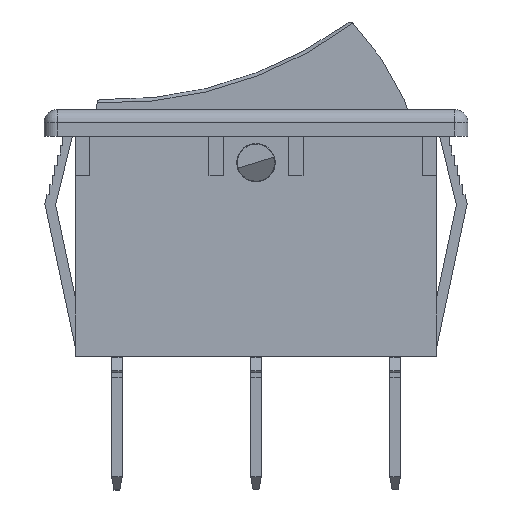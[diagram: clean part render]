
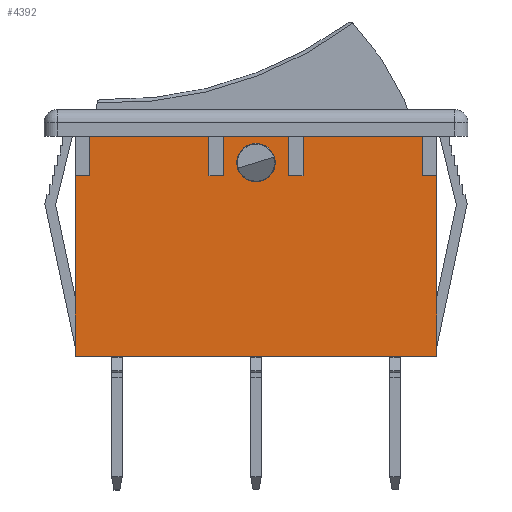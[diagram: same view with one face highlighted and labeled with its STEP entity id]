
A CAD part, top view. The second image highlights one B-rep face of the part: STEP entity #4392.
In plain terms, the highlighted planar face has unit normal (0, 0, 1).
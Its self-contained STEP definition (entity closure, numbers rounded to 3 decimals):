
#75=FACE_BOUND('',#574,.T.);
#121=CIRCLE('',#4688,1.45);
#122=CIRCLE('',#4689,1.45);
#330=FACE_OUTER_BOUND('',#573,.T.);
#573=EDGE_LOOP('',(#3667,#3668,#3669,#3670,#3671,#3672,#3673,#3674,#3675,
#3676,#3677,#3678,#3679,#3680,#3681,#3682));
#574=EDGE_LOOP('',(#3683,#3684));
#1052=LINE('',#6840,#1597);
#1056=LINE('',#6848,#1601);
#1060=LINE('',#6856,#1605);
#1065=LINE('',#6866,#1610);
#1069=LINE('',#6873,#1614);
#1071=LINE('',#6876,#1616);
#1073=LINE('',#6881,#1618);
#1076=LINE('',#6887,#1621);
#1079=LINE('',#6892,#1624);
#1081=LINE('',#6898,#1626);
#1085=LINE('',#6905,#1630);
#1088=LINE('',#6911,#1633);
#1091=LINE('',#6917,#1636);
#1095=LINE('',#6925,#1640);
#1096=LINE('',#6927,#1641);
#1097=LINE('',#6928,#1642);
#1597=VECTOR('',#5573,10.);
#1601=VECTOR('',#5577,10.);
#1605=VECTOR('',#5581,10.);
#1610=VECTOR('',#5588,10.);
#1614=VECTOR('',#5594,10.);
#1616=VECTOR('',#5598,10.);
#1618=VECTOR('',#5604,10.);
#1621=VECTOR('',#5609,10.);
#1624=VECTOR('',#5614,10.);
#1626=VECTOR('',#5620,10.);
#1630=VECTOR('',#5626,10.);
#1633=VECTOR('',#5633,10.);
#1636=VECTOR('',#5638,10.);
#1640=VECTOR('',#5646,10.);
#1641=VECTOR('',#5647,10.);
#1642=VECTOR('',#5648,10.);
#2032=VERTEX_POINT('',#6837);
#2033=VERTEX_POINT('',#6839);
#2036=VERTEX_POINT('',#6845);
#2037=VERTEX_POINT('',#6847);
#2040=VERTEX_POINT('',#6853);
#2041=VERTEX_POINT('',#6855);
#2044=VERTEX_POINT('',#6864);
#2045=VERTEX_POINT('',#6865);
#2048=VERTEX_POINT('',#6880);
#2050=VERTEX_POINT('',#6886);
#2052=VERTEX_POINT('',#6896);
#2053=VERTEX_POINT('',#6897);
#2056=VERTEX_POINT('',#6910);
#2058=VERTEX_POINT('',#6916);
#2060=VERTEX_POINT('',#6924);
#2061=VERTEX_POINT('',#6926);
#2062=VERTEX_POINT('',#6929);
#2063=VERTEX_POINT('',#6930);
#2585=EDGE_CURVE('',#2033,#2032,#1052,.T.);
#2589=EDGE_CURVE('',#2037,#2036,#1056,.T.);
#2593=EDGE_CURVE('',#2041,#2040,#1060,.T.);
#2598=EDGE_CURVE('',#2044,#2045,#1065,.T.);
#2602=EDGE_CURVE('',#2045,#2037,#1069,.T.);
#2604=EDGE_CURVE('',#2040,#2044,#1071,.T.);
#2606=EDGE_CURVE('',#2036,#2048,#1073,.T.);
#2609=EDGE_CURVE('',#2048,#2050,#1076,.T.);
#2612=EDGE_CURVE('',#2050,#2033,#1079,.T.);
#2614=EDGE_CURVE('',#2052,#2053,#1081,.T.);
#2618=EDGE_CURVE('',#2053,#2041,#1085,.T.);
#2621=EDGE_CURVE('',#2032,#2056,#1088,.T.);
#2624=EDGE_CURVE('',#2056,#2058,#1091,.T.);
#2628=EDGE_CURVE('',#2058,#2060,#1095,.T.);
#2629=EDGE_CURVE('',#2060,#2061,#1096,.T.);
#2630=EDGE_CURVE('',#2061,#2052,#1097,.T.);
#2631=EDGE_CURVE('',#2062,#2063,#121,.T.);
#2632=EDGE_CURVE('',#2063,#2062,#122,.T.);
#3667=ORIENTED_EDGE('',*,*,#2604,.T.);
#3668=ORIENTED_EDGE('',*,*,#2598,.T.);
#3669=ORIENTED_EDGE('',*,*,#2602,.T.);
#3670=ORIENTED_EDGE('',*,*,#2589,.T.);
#3671=ORIENTED_EDGE('',*,*,#2606,.T.);
#3672=ORIENTED_EDGE('',*,*,#2609,.T.);
#3673=ORIENTED_EDGE('',*,*,#2612,.T.);
#3674=ORIENTED_EDGE('',*,*,#2585,.T.);
#3675=ORIENTED_EDGE('',*,*,#2621,.T.);
#3676=ORIENTED_EDGE('',*,*,#2624,.T.);
#3677=ORIENTED_EDGE('',*,*,#2628,.T.);
#3678=ORIENTED_EDGE('',*,*,#2629,.T.);
#3679=ORIENTED_EDGE('',*,*,#2630,.T.);
#3680=ORIENTED_EDGE('',*,*,#2614,.T.);
#3681=ORIENTED_EDGE('',*,*,#2618,.T.);
#3682=ORIENTED_EDGE('',*,*,#2593,.T.);
#3683=ORIENTED_EDGE('',*,*,#2631,.T.);
#3684=ORIENTED_EDGE('',*,*,#2632,.T.);
#4183=PLANE('',#4687);
#4392=ADVANCED_FACE('',(#330,#75),#4183,.T.);
#4687=AXIS2_PLACEMENT_3D('',#6923,#5644,#5645);
#4688=AXIS2_PLACEMENT_3D('',#6931,#5649,#5650);
#4689=AXIS2_PLACEMENT_3D('',#6932,#5651,#5652);
#5573=DIRECTION('',(-1.,0.,0.));
#5577=DIRECTION('',(-1.,0.,0.));
#5581=DIRECTION('',(-1.,0.,0.));
#5588=DIRECTION('',(-1.,0.,0.));
#5594=DIRECTION('',(0.,1.,0.));
#5598=DIRECTION('',(0.,-1.,0.));
#5604=DIRECTION('',(0.,-1.,0.));
#5609=DIRECTION('',(-1.,0.,0.));
#5614=DIRECTION('',(0.,1.,0.));
#5620=DIRECTION('',(-1.,0.,0.));
#5626=DIRECTION('',(0.,1.,0.));
#5633=DIRECTION('',(0.,-1.,0.));
#5638=DIRECTION('',(-1.,0.,0.));
#5644=DIRECTION('center_axis',(0.,0.,
1.));
#5645=DIRECTION('ref_axis',(1.,0.,0.));
#5646=DIRECTION('',(0.,-1.,0.));
#5647=DIRECTION('',(1.,0.,0.));
#5648=DIRECTION('',(0.,1.,0.));
#5649=DIRECTION('center_axis',(0.,0.,
-1.));
#5650=DIRECTION('ref_axis',(1.,0.,0.));
#5651=DIRECTION('center_axis',(0.,0.,
-1.));
#5652=DIRECTION('ref_axis',(1.,0.,0.));
#6837=CARTESIAN_POINT('',(-12.55,22.083,5.25));
#6839=CARTESIAN_POINT('',(-3.55,22.083,5.25));
#6840=CARTESIAN_POINT('',(13.65,22.083,5.25));
#6845=CARTESIAN_POINT('',(-2.45,22.083,5.25));
#6847=CARTESIAN_POINT('',(2.45,22.083,5.25));
#6848=CARTESIAN_POINT('',(13.65,22.083,5.25));
#6853=CARTESIAN_POINT('',(3.55,22.083,5.25));
#6855=CARTESIAN_POINT('',(12.55,22.083,5.25));
#6856=CARTESIAN_POINT('',(13.65,22.083,5.25));
#6864=CARTESIAN_POINT('',(3.55,19.083,5.25));
#6865=CARTESIAN_POINT('',(2.45,19.083,5.25));
#6866=CARTESIAN_POINT('',(1.225,19.083,5.25));
#6873=CARTESIAN_POINT('',(2.45,17.933,5.25));
#6876=CARTESIAN_POINT('',(3.55,16.433,5.25));
#6880=CARTESIAN_POINT('',(-2.45,19.083,5.25));
#6881=CARTESIAN_POINT('',(-2.45,16.433,5.25));
#6886=CARTESIAN_POINT('',(-3.55,19.083,5.25));
#6887=CARTESIAN_POINT('',(-1.775,19.083,5.25));
#6892=CARTESIAN_POINT('',(-3.55,17.933,5.25));
#6896=CARTESIAN_POINT('',(13.65,19.083,5.25));
#6897=CARTESIAN_POINT('',(12.55,19.083,5.25));
#6898=CARTESIAN_POINT('',(6.275,19.083,5.25));
#6905=CARTESIAN_POINT('',(12.55,17.933,5.25));
#6910=CARTESIAN_POINT('',(-12.55,19.083,5.25));
#6911=CARTESIAN_POINT('',(-12.55,16.433,5.25));
#6916=CARTESIAN_POINT('',(-13.65,19.083,5.25));
#6917=CARTESIAN_POINT('',(-6.825,19.083,5.25));
#6923=CARTESIAN_POINT('Origin',(0.,13.783,5.25));
#6924=CARTESIAN_POINT('',(-13.65,5.483,5.25));
#6925=CARTESIAN_POINT('',(-13.65,22.083,5.25));
#6926=CARTESIAN_POINT('',(13.65,5.483,5.25));
#6927=CARTESIAN_POINT('',(-13.65,5.483,5.25));
#6928=CARTESIAN_POINT('',(13.65,5.483,5.25));
#6929=CARTESIAN_POINT('',(1.45,20.083,5.25));
#6930=CARTESIAN_POINT('',(-1.45,20.083,5.25));
#6931=CARTESIAN_POINT('Origin',(0.,20.083,5.25));
#6932=CARTESIAN_POINT('Origin',(0.,20.083,5.25));
